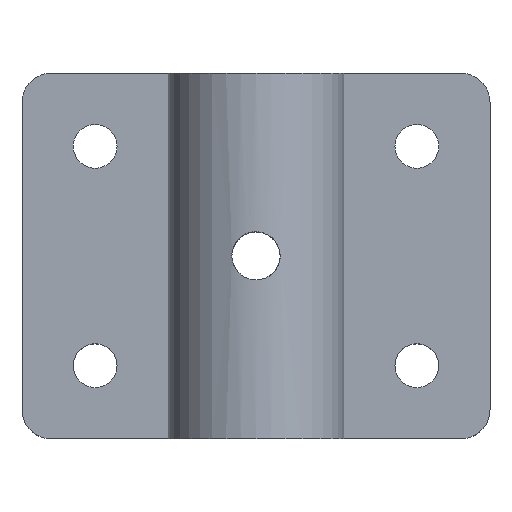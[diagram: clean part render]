
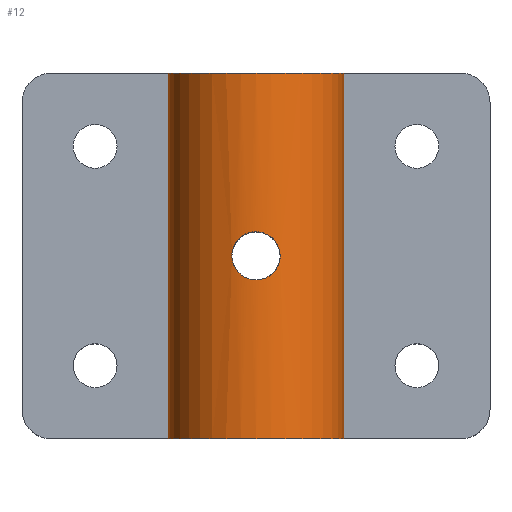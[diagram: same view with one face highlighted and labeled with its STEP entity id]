
A CAD part, top view. The second image highlights one B-rep face of the part: STEP entity #12.
In plain terms, the highlighted cylindrical face has radius 6 mm (diameter 12 mm), a partial arc.
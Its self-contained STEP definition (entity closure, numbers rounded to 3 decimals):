
#12 = ADVANCED_FACE ( 'NONE', ( #142, #115 ), #121, .T. ) ;
#59 = ORIENTED_EDGE ( 'NONE', *, *, #392, .F. ) ;
#101 = EDGE_LOOP ( 'NONE', ( #59, #286 ) ) ;
#111 = EDGE_LOOP ( 'NONE', ( #319, #295, #314, #279 ) ) ;
#115 = FACE_BOUND ( 'NONE', #101, .T. ) ;
#121 = CYLINDRICAL_SURFACE ( 'NONE', #443, 6. ) ;
#142 = FACE_OUTER_BOUND ( 'NONE', #111, .T. ) ;
#229 = VERTEX_POINT ( 'NONE', #720 ) ;
#233 = VERTEX_POINT ( 'NONE', #724 ) ;
#257 = VERTEX_POINT ( 'NONE', #777 ) ;
#279 = ORIENTED_EDGE ( 'NONE', *, *, #379, .T. ) ;
#281 = VERTEX_POINT ( 'NONE', #767 ) ;
#286 = ORIENTED_EDGE ( 'NONE', *, *, #482, .F. ) ;
#295 = ORIENTED_EDGE ( 'NONE', *, *, #359, .F. ) ;
#300 = VERTEX_POINT ( 'NONE', #733 ) ;
#314 = ORIENTED_EDGE ( 'NONE', *, *, #382, .F. ) ;
#319 = ORIENTED_EDGE ( 'NONE', *, *, #353, .T. ) ;
#322 = VERTEX_POINT ( 'NONE', #741 ) ;
#334 = B_SPLINE_CURVE_WITH_KNOTS ( 'NONE', 3,
 ( #849, #838, #831, #851, #842, #855, #841, #844, #866, #902, #910, #899, #867, #912, #903, #911, #880, #868, #908, #881, #897, #915, #913, #901, #896, #914, #869, #873 ),
 .UNSPECIFIED., .F., .F.,
 ( 4, 2, 2, 2, 2, 2, 2, 2, 2, 2, 2, 2, 2, 4 ),
 ( 0., 0., 0.001, 0.001, 0.001, 0.002, 0.003, 0.003, 0.003, 0.004, 0.004, 0.005, 0.005, 0.005 ),
 .UNSPECIFIED. ) ;
#340 = B_SPLINE_CURVE_WITH_KNOTS ( 'NONE', 3,
 ( #1088, #1087, #1060, #1061, #1062, #1078, #1092, #1093, #1063, #1096, #1072, #1098, #1064, #1077, #1065, #1067, #1094, #1068, #1069, #1095, #1070, #1076, #1073, #1075, #1079, #1080, #1081, #1083 ),
 .UNSPECIFIED., .F., .F.,
 ( 4, 2, 2, 2, 2, 2, 2, 2, 2, 2, 2, 2, 2, 4 ),
 ( 0.005, 0.006, 0.006, 0.006, 0.007, 0.007, 0.007, 0.008, 0.008, 0.008, 0.009, 0.01, 0.01, 0.01 ),
 .UNSPECIFIED. ) ;
#353 = EDGE_CURVE ( 'NONE', #322, #257, #601, .T. ) ;
#359 = EDGE_CURVE ( 'NONE', #281, #257, #602, .T. ) ;
#379 = EDGE_CURVE ( 'NONE', #233, #322, #577, .T. ) ;
#382 = EDGE_CURVE ( 'NONE', #233, #281, #580, .T. ) ;
#392 = EDGE_CURVE ( 'NONE', #300, #229, #334, .T. ) ;
#398 = AXIS2_PLACEMENT_3D ( 'NONE', #829, #859, #848 ) ;
#423 = AXIS2_PLACEMENT_3D ( 'NONE', #737, #773, #757 ) ;
#443 = AXIS2_PLACEMENT_3D ( 'NONE', #670, #650, #662 ) ;
#482 = EDGE_CURVE ( 'NONE', #229, #300, #340, .T. ) ;
#577 = LINE ( 'NONE', #794, #579 ) ;
#579 = VECTOR ( 'NONE', #839, 1000. ) ;
#580 = CIRCLE ( 'NONE', #398, 6. ) ;
#601 = CIRCLE ( 'NONE', #423, 6. ) ;
#602 = LINE ( 'NONE', #746, #620 ) ;
#620 = VECTOR ( 'NONE', #801, 1000. ) ;
#650 = DIRECTION ( 'NONE',  ( 0., -1., 0. ) ) ;
#662 = DIRECTION ( 'NONE',  ( 0., 0., -1. ) ) ;
#670 = CARTESIAN_POINT ( 'NONE',  ( 0., 25., 5. ) ) ;
#720 = CARTESIAN_POINT ( 'NONE',  ( 1.65, 12.5, 10.769 ) ) ;
#724 = CARTESIAN_POINT ( 'NONE',  ( -6., 25., 5. ) ) ;
#733 = CARTESIAN_POINT ( 'NONE',  ( -1.65, 12.5, 10.769 ) ) ;
#737 = CARTESIAN_POINT ( 'NONE',  ( 0., 0., 5. ) ) ;
#741 = CARTESIAN_POINT ( 'NONE',  ( -6., 0., 5. ) ) ;
#746 = CARTESIAN_POINT ( 'NONE',  ( 6., 25., 5. ) ) ;
#757 = DIRECTION ( 'NONE',  ( 0., 0., 1. ) ) ;
#767 = CARTESIAN_POINT ( 'NONE',  ( 6., 25., 5. ) ) ;
#773 = DIRECTION ( 'NONE',  ( 0., 1., 0. ) ) ;
#777 = CARTESIAN_POINT ( 'NONE',  ( 6., 0., 5. ) ) ;
#794 = CARTESIAN_POINT ( 'NONE',  ( -6., 25., 5. ) ) ;
#801 = DIRECTION ( 'NONE',  ( 0., -1., 0. ) ) ;
#829 = CARTESIAN_POINT ( 'NONE',  ( 0., 25., 5. ) ) ;
#831 = CARTESIAN_POINT ( 'NONE',  ( -1.639, 12.283, 10.772 ) ) ;
#838 = CARTESIAN_POINT ( 'NONE',  ( -1.65, 12.39, 10.769 ) ) ;
#839 = DIRECTION ( 'NONE',  ( 0., -1., 0. ) ) ;
#841 = CARTESIAN_POINT ( 'NONE',  ( -1.431, 11.672, 10.827 ) ) ;
#842 = CARTESIAN_POINT ( 'NONE',  ( -1.565, 11.966, 10.792 ) ) ;
#844 = CARTESIAN_POINT ( 'NONE',  ( -1.312, 11.493, 10.855 ) ) ;
#848 = DIRECTION ( 'NONE',  ( 0., 0., 1. ) ) ;
#849 = CARTESIAN_POINT ( 'NONE',  ( -1.65, 12.5, 10.769 ) ) ;
#851 = CARTESIAN_POINT ( 'NONE',  ( -1.597, 12.071, 10.784 ) ) ;
#855 = CARTESIAN_POINT ( 'NONE',  ( -1.482, 11.767, 10.814 ) ) ;
#859 = DIRECTION ( 'NONE',  ( 0., 1., 0. ) ) ;
#866 = CARTESIAN_POINT ( 'NONE',  ( -1.242, 11.409, 10.871 ) ) ;
#867 = CARTESIAN_POINT ( 'NONE',  ( -0.217, 10.85, 11. ) ) ;
#868 = CARTESIAN_POINT ( 'NONE',  ( 0.833, 11.059, 10.945 ) ) ;
#869 = CARTESIAN_POINT ( 'NONE',  ( 1.65, 12.392, 10.769 ) ) ;
#873 = CARTESIAN_POINT ( 'NONE',  ( 1.65, 12.5, 10.769 ) ) ;
#880 = CARTESIAN_POINT ( 'NONE',  ( 0.533, 10.935, 10.977 ) ) ;
#881 = CARTESIAN_POINT ( 'NONE',  ( 1.243, 11.41, 10.87 ) ) ;
#896 = CARTESIAN_POINT ( 'NONE',  ( 1.597, 12.07, 10.784 ) ) ;
#897 = CARTESIAN_POINT ( 'NONE',  ( 1.311, 11.493, 10.855 ) ) ;
#899 = CARTESIAN_POINT ( 'NONE',  ( -0.435, 10.894, 10.988 ) ) ;
#901 = CARTESIAN_POINT ( 'NONE',  ( 1.565, 11.967, 10.792 ) ) ;
#902 = CARTESIAN_POINT ( 'NONE',  ( -1.015, 11.182, 10.916 ) ) ;
#903 = CARTESIAN_POINT ( 'NONE',  ( 0.217, 10.861, 10.997 ) ) ;
#908 = CARTESIAN_POINT ( 'NONE',  ( 1.015, 11.181, 10.916 ) ) ;
#910 = CARTESIAN_POINT ( 'NONE',  ( -0.832, 11.059, 10.945 ) ) ;
#911 = CARTESIAN_POINT ( 'NONE',  ( 0.43, 10.903, 10.986 ) ) ;
#912 = CARTESIAN_POINT ( 'NONE',  ( 0.108, 10.85, 11. ) ) ;
#913 = CARTESIAN_POINT ( 'NONE',  ( 1.483, 11.768, 10.814 ) ) ;
#914 = CARTESIAN_POINT ( 'NONE',  ( 1.639, 12.282, 10.772 ) ) ;
#915 = CARTESIAN_POINT ( 'NONE',  ( 1.431, 11.671, 10.827 ) ) ;
#1060 = CARTESIAN_POINT ( 'NONE',  ( 1.606, 12.934, 10.782 ) ) ;
#1061 = CARTESIAN_POINT ( 'NONE',  ( 1.483, 13.232, 10.814 ) ) ;
#1062 = CARTESIAN_POINT ( 'NONE',  ( 1.431, 13.329, 10.827 ) ) ;
#1063 = CARTESIAN_POINT ( 'NONE',  ( 1.007, 13.812, 10.916 ) ) ;
#1064 = CARTESIAN_POINT ( 'NONE',  ( 0.43, 14.097, 10.986 ) ) ;
#1065 = CARTESIAN_POINT ( 'NONE',  ( 0.109, 14.15, 11. ) ) ;
#1067 = CARTESIAN_POINT ( 'NONE',  ( -0.108, 14.15, 11. ) ) ;
#1068 = CARTESIAN_POINT ( 'NONE',  ( -0.428, 14.097, 10.986 ) ) ;
#1069 = CARTESIAN_POINT ( 'NONE',  ( -0.533, 14.065, 10.977 ) ) ;
#1070 = CARTESIAN_POINT ( 'NONE',  ( -1.015, 13.818, 10.916 ) ) ;
#1072 = CARTESIAN_POINT ( 'NONE',  ( 0.734, 13.982, 10.956 ) ) ;
#1073 = CARTESIAN_POINT ( 'NONE',  ( -1.44, 13.333, 10.825 ) ) ;
#1075 = CARTESIAN_POINT ( 'NONE',  ( -1.565, 13.035, 10.793 ) ) ;
#1076 = CARTESIAN_POINT ( 'NONE',  ( -1.318, 13.516, 10.856 ) ) ;
#1077 = CARTESIAN_POINT ( 'NONE',  ( 0.218, 14.139, 10.997 ) ) ;
#1078 = CARTESIAN_POINT ( 'NONE',  ( 1.311, 13.507, 10.855 ) ) ;
#1079 = CARTESIAN_POINT ( 'NONE',  ( -1.597, 12.93, 10.784 ) ) ;
#1080 = CARTESIAN_POINT ( 'NONE',  ( -1.639, 12.717, 10.772 ) ) ;
#1081 = CARTESIAN_POINT ( 'NONE',  ( -1.65, 12.61, 10.769 ) ) ;
#1083 = CARTESIAN_POINT ( 'NONE',  ( -1.65, 12.5, 10.769 ) ) ;
#1087 = CARTESIAN_POINT ( 'NONE',  ( 1.65, 12.716, 10.769 ) ) ;
#1088 = CARTESIAN_POINT ( 'NONE',  ( 1.65, 12.5, 10.769 ) ) ;
#1092 = CARTESIAN_POINT ( 'NONE',  ( 1.243, 13.59, 10.87 ) ) ;
#1093 = CARTESIAN_POINT ( 'NONE',  ( 1.091, 13.742, 10.9 ) ) ;
#1094 = CARTESIAN_POINT ( 'NONE',  ( -0.216, 14.139, 10.997 ) ) ;
#1095 = CARTESIAN_POINT ( 'NONE',  ( -0.832, 13.941, 10.945 ) ) ;
#1096 = CARTESIAN_POINT ( 'NONE',  ( 0.829, 13.931, 10.943 ) ) ;
#1098 = CARTESIAN_POINT ( 'NONE',  ( 0.533, 14.065, 10.977 ) ) ;
